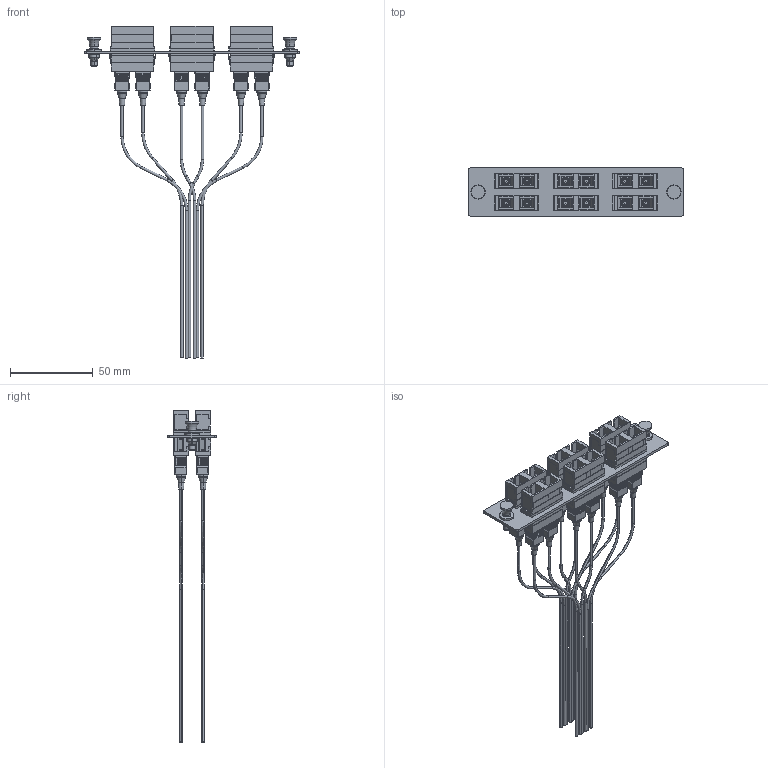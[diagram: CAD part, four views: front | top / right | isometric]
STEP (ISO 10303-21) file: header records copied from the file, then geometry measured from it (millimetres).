
FILE_DESCRIPTION (( 'STEP AP214' ), '1' );
FILE_NAME ('FSP12-SCUDSM-BL_3D.STEP', '2020-07-02T16:38:13', ( '' ), ( '' ), 'SwSTEP 2.0', 'SolidWorks 2018', '' );
FILE_SCHEMA (( 'AUTOMOTIVE_DESIGN' ));
Length unit declared in the file: inch
Products named in the file (14): 1AF04-009-MA3A_Larger OD; HDWR-HN4P-42-4-1; 1AR17-015; HDWR-HN4G-42-1; FOA-934_WITHOUT DUST CAPS; FSP06-CABLE-3; 1AF04-009_FIS SOLID BOOT; FSP06-CABLE-1; FSP06-CABLE-2; FOA-934; 1AF04-009-MA1A; 1AF04-009-MA2A; FSP12-SCUDSM-BL_3D
Assembly tree (40 placements, depth 3):
  FSP12-SCUDSM-BL_3D
    1AR17-015
      1AR17-015
      HDWR-HN4G-42-1  x2
      HDWR-HN4P-42-4-1  x2
    FSP06-CABLE-1  x4
    1AF04-009_FIS SOLID BOOT  x12
      1AF04-009-MA2A
      1AF04-009-MA1A
      1AF04-009-MA3A_Larger OD
    FOA-934_WITHOUT DUST CAPS  x6
      FOA-934
    FSP06-CABLE-2  x4
    FSP06-CABLE-3  x4
Bounding box: 129.54 x 28.96 x 200.17 mm (x, y, z)
Volume: 44729.1 mm3; surface area: 85177.7 mm2
Topology: 59 solids, 59 shells, 5370 faces, 14134 edges, 8946 vertices
Faces by surface type: plane 3606, cylinder 1260, torus 172, sphere 144, cone 140, bspline 48
Entity records: 21703 total; most frequent: CARTESIAN_POINT 3991, ORIENTED_EDGE 3414, DIRECTION 3306, EDGE_CURVE 1707, LINE 1278, VECTOR 1278, VERTEX_POINT 1091, AXIS2_PLACEMENT_3D 1014
